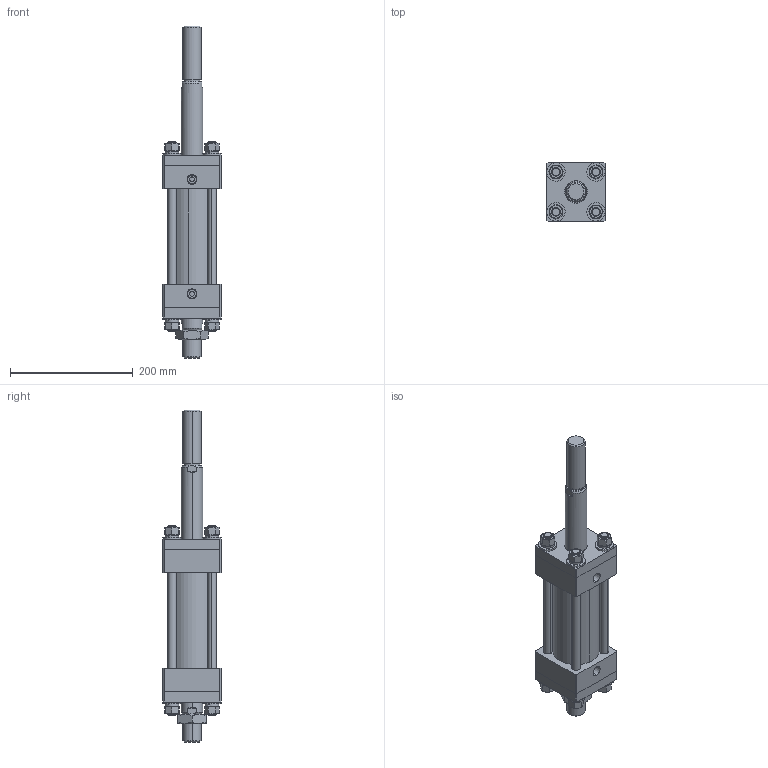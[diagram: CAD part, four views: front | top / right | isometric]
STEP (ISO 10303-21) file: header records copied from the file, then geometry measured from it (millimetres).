
FILE_DESCRIPTION (( 'STEP AP203' ), '1' );
FILE_NAME ('HOD-63-35-100.STEP', '2021-04-27T05:50:12', ( '微软用户' ), ( '微软中国' ), 'SwSTEP 2.0', 'SolidWorks 2012', '' );
FILE_SCHEMA (( 'CONFIG_CONTROL_DESIGN' ));
Length unit declared in the file: millimetre
Products named in the file (10): HOB-63-35-100掛极; hex nuts, style 1-grades ab gb_GB_FASTENER_NUT_SNAB1 M14-C; HOB-63-35-100楊擘; hex thin nuts-grades ab-chamfered gb_GB_FASTENER_NUT_STNAB  B M30-N; HOD-63-35-100嶺裝; HOB-63-35-100前盖; HOD-63-35-100; plain washers--product grade c gb_GB_FASTENER_WASHER_SMWC 16; spring lock washers--normal type gb_GB_FASTENER_WASHER_SW 14; HOD-63-35-100活塞杆
Assembly tree (35 placements, depth 2):
  HOD-63-35-100
    HOB-63-35-100掛极
    HOB-63-35-100前盖  x2
    HOD-63-35-100活塞杆
    HOD-63-35-100嶺裝  x4
    spring lock washers--normal type gb_GB_FASTENER_WASHER_SW 14  x8
    plain washers--product grade c gb_GB_FASTENER_WASHER_SMWC 16  x8
    hex nuts, style 1-grades ab gb_GB_FASTENER_NUT_SNAB1 M14-C  x8
    hex thin nuts-grades ab-chamfered gb_GB_FASTENER_NUT_STNAB  B M30-N
    HOB-63-35-100楊擘  x2
Bounding box: 95 x 95 x 540 mm (x, y, z)
Volume: 1845801.5 mm3; surface area: 370752.3 mm2
Topology: 35 solids, 35 shells, 506 faces, 1150 edges, 724 vertices
Faces by surface type: plane 194, cylinder 180, cone 120, torus 12
Entity records: 7442 total; most frequent: CARTESIAN_POINT 1382, DIRECTION 988, ORIENTED_EDGE 828, EDGE_CURVE 414, AXIS2_PLACEMENT_3D 404, VERTEX_POINT 260, EDGE_LOOP 218, CIRCLE 186
